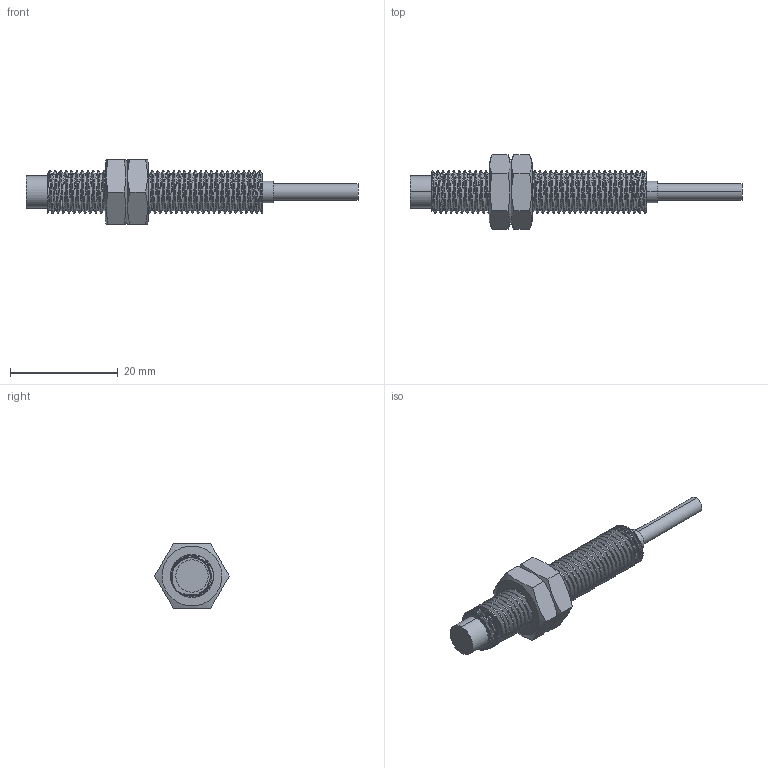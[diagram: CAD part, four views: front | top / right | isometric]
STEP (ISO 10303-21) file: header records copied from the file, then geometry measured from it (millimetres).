
FILE_DESCRIPTION (( 'STEP AP214' ), '1' );
FILE_NAME ('PXINDTYN08-06NO_3D.STEP', '2022-11-14T23:23:41', ( '' ), ( '' ), 'SwSTEP 2.0', 'SolidWorks 2022', '' );
FILE_SCHEMA (( 'AUTOMOTIVE_DESIGN' ));
Length unit declared in the file: inch
Products named in the file (1): PXINDTYN08-06NO_3D
Bounding box: 61.7 x 13.86 x 12 mm (x, y, z)
Volume: 2549.7 mm3; surface area: 2548.5 mm2
Topology: 2 solids, 2 shells, 115 faces, 317 edges, 213 vertices
Faces by surface type: cylinder 89, plane 19, bspline 7
Entity records: 11920 total; most frequent: CARTESIAN_POINT 8035, ORIENTED_EDGE 634, DIRECTION 354, EDGE_CURVE 317, VERTEX_POINT 213, AXIS2_PLACEMENT_3D 127, EDGE_LOOP 124, UNCERTAINTY_MEASURE_WITH_UNIT 116
